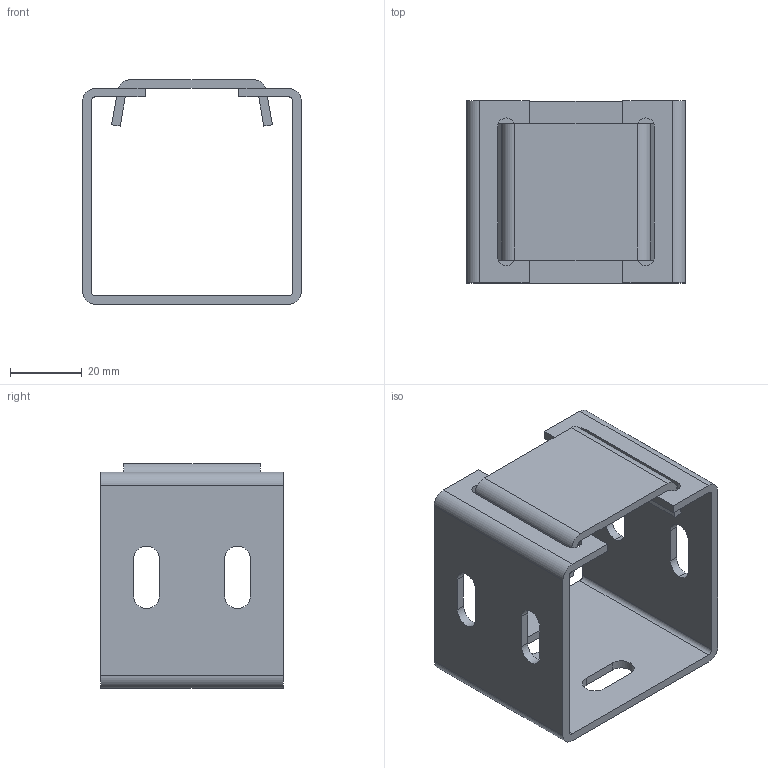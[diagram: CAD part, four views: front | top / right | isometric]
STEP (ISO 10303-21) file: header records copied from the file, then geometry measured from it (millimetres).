
FILE_DESCRIPTION (( 'STEP AP203' ), '1' );
FILE_NAME ('CWJO2.step', '2024-04-25T14:58:44', ( '' ), ( '' ), 'SwSTEP 2.0', 'SolidWorks 2023', '' );
FILE_SCHEMA (( 'CONFIG_CONTROL_DESIGN' ));
Length unit declared in the file: inch
Products named in the file (1): CWJO2
Bounding box: 61.11 x 50.8 x 62.74 mm (x, y, z)
Volume: 27861.5 mm3; surface area: 25841.8 mm2
Topology: 2 solids, 2 shells, 74 faces, 210 edges, 140 vertices
Faces by surface type: plane 40, cylinder 34
Entity records: 2531 total; most frequent: DIRECTION 428, CARTESIAN_POINT 425, ORIENTED_EDGE 420, EDGE_CURVE 210, AXIS2_PLACEMENT_3D 143, VECTOR 142, LINE 142, VERTEX_POINT 140
